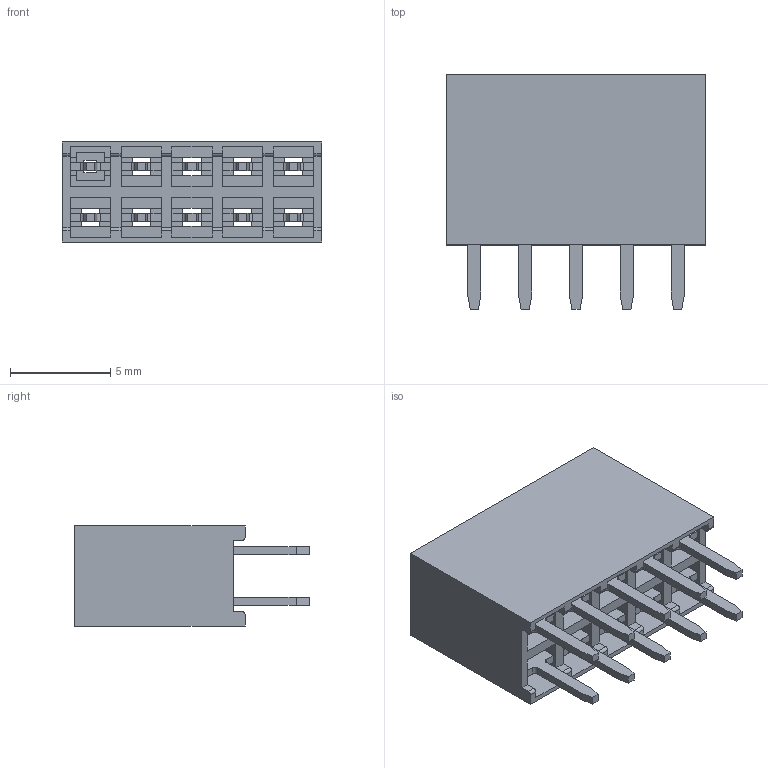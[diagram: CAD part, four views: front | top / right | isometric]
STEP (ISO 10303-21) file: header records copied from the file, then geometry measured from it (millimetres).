
FILE_DESCRIPTION(('STEP AP214'),'1');
FILE_NAME('female_header_a-bl254-dg-g10d.stp','2014-08-19T12:07:07',('TraceParts'),('TraceParts S.A.'),'XStep 1.0',' ',' ');
FILE_SCHEMA(('automotive_design'));
Length unit declared in the file: millimetre
Products named in the file (1): 1
Bounding box: 12.95 x 11.7 x 5 mm (x, y, z)
Volume: 241 mm3; surface area: 1157.1 mm2
Topology: 1 solids, 1 shells, 326 faces, 996 edges, 664 vertices
Faces by surface type: plane 294, cylinder 32
Entity records: 21968 total; most frequent: ORIENTED_EDGE 1992, CARTESIAN_POINT 1987, STYLED_ITEM 1986, PRESENTATION_STYLE_ASSIGNMENT 1986, COLOUR_RGB 1986, DIRECTION 1714, EDGE_CURVE 996, CURVE_STYLE 996
